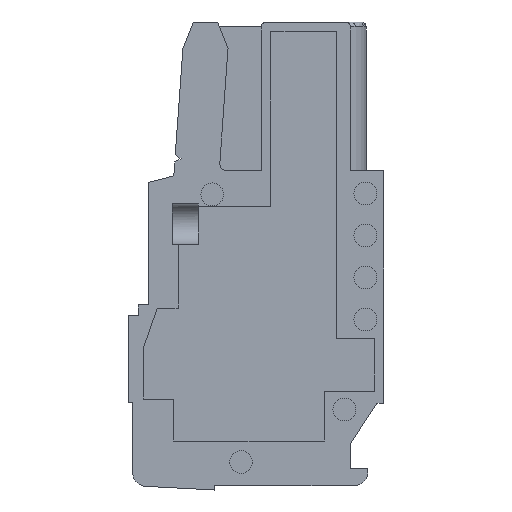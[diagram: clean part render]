
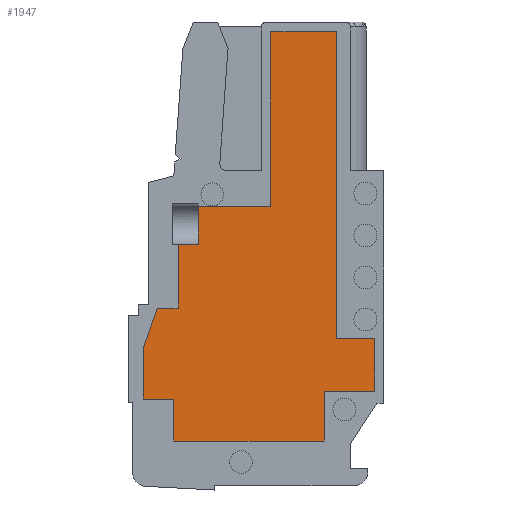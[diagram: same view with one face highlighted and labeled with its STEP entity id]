
A CAD part, left-side view. The second image highlights one B-rep face of the part: STEP entity #1947.
In plain terms, the highlighted planar face has unit normal (-1, 0, 0).
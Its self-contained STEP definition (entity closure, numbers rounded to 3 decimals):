
#1947 = ADVANCED_FACE( '', ( #3924 ), #3925, .F. );
#3924 = FACE_OUTER_BOUND( '', #5868, .T. );
#3925 = PLANE( '', #5869 );
#5868 = EDGE_LOOP( '', ( #11198, #11199, #11200, #11201, #11202, #11203, #11204, #11205, #11206, #11207, #11208, #11209, #11210, #11211, #11212, #11213, #11214 ) );
#5869 = AXIS2_PLACEMENT_3D( '', #11215, #11216, #11217 );
#11198 = ORIENTED_EDGE( '', *, *, #12286, .T. );
#11199 = ORIENTED_EDGE( '', *, *, #11639, .F. );
#11200 = ORIENTED_EDGE( '', *, *, #13282, .F. );
#11201 = ORIENTED_EDGE( '', *, *, #13278, .F. );
#11202 = ORIENTED_EDGE( '', *, *, #11742, .F. );
#11203 = ORIENTED_EDGE( '', *, *, #13329, .F. );
#11204 = ORIENTED_EDGE( '', *, *, #12113, .F. );
#11205 = ORIENTED_EDGE( '', *, *, #12873, .F. );
#11206 = ORIENTED_EDGE( '', *, *, #13228, .F. );
#11207 = ORIENTED_EDGE( '', *, *, #13306, .F. );
#11208 = ORIENTED_EDGE( '', *, *, #12274, .F. );
#11209 = ORIENTED_EDGE( '', *, *, #13313, .F. );
#11210 = ORIENTED_EDGE( '', *, *, #12838, .F. );
#11211 = ORIENTED_EDGE( '', *, *, #13290, .F. );
#11212 = ORIENTED_EDGE( '', *, *, #12959, .F. );
#11213 = ORIENTED_EDGE( '', *, *, #13551, .F. );
#11214 = ORIENTED_EDGE( '', *, *, #11834, .T. );
#11215 = CARTESIAN_POINT( '', ( -2.4, 0., 0. ) );
#11216 = DIRECTION( '', ( 1., 0., 0. ) );
#11217 = DIRECTION( '', ( 0., 0., -1. ) );
#11639 = EDGE_CURVE( '', #13950, #13952, #13953, .T. );
#11742 = EDGE_CURVE( '', #14131, #14133, #14134, .T. );
#11834 = EDGE_CURVE( '', #14299, #14300, #14301, .T. );
#12113 = EDGE_CURVE( '', #14792, #14794, #14795, .T. );
#12274 = EDGE_CURVE( '', #15054, #15056, #15057, .T. );
#12286 = EDGE_CURVE( '', #14300, #13952, #15075, .T. );
#12838 = EDGE_CURVE( '', #15882, #15884, #15885, .T. );
#12873 = EDGE_CURVE( '', #15934, #14792, #15936, .T. );
#12959 = EDGE_CURVE( '', #16042, #16044, #16045, .T. );
#13228 = EDGE_CURVE( '', #16389, #15934, #16391, .T. );
#13278 = EDGE_CURVE( '', #14133, #16448, #16449, .T. );
#13282 = EDGE_CURVE( '', #16448, #13950, #16453, .T. );
#13290 = EDGE_CURVE( '', #16044, #15882, #16461, .T. );
#13306 = EDGE_CURVE( '', #15056, #16389, #16477, .T. );
#13313 = EDGE_CURVE( '', #15884, #15054, #16484, .T. );
#13329 = EDGE_CURVE( '', #14794, #14131, #16503, .T. );
#13551 = EDGE_CURVE( '', #14299, #16042, #16746, .T. );
#13950 = VERTEX_POINT( '', #17281 );
#13952 = VERTEX_POINT( '', #17284 );
#13953 = LINE( '', #17285, #17286 );
#14131 = VERTEX_POINT( '', #17548 );
#14133 = VERTEX_POINT( '', #17551 );
#14134 = LINE( '', #17552, #17553 );
#14299 = VERTEX_POINT( '', #17788 );
#14300 = VERTEX_POINT( '', #17789 );
#14301 = LINE( '', #17790, #17791 );
#14792 = VERTEX_POINT( '', #18495 );
#14794 = VERTEX_POINT( '', #18498 );
#14795 = LINE( '', #18499, #18500 );
#15054 = VERTEX_POINT( '', #18861 );
#15056 = VERTEX_POINT( '', #18864 );
#15057 = LINE( '', #18865, #18866 );
#15075 = LINE( '', #18892, #18893 );
#15882 = VERTEX_POINT( '', #20035 );
#15884 = VERTEX_POINT( '', #20038 );
#15885 = LINE( '', #20039, #20040 );
#15934 = VERTEX_POINT( '', #20112 );
#15936 = LINE( '', #20115, #20116 );
#16042 = VERTEX_POINT( '', #20268 );
#16044 = VERTEX_POINT( '', #20271 );
#16045 = LINE( '', #20272, #20273 );
#16389 = VERTEX_POINT( '', #20770 );
#16391 = LINE( '', #20773, #20774 );
#16448 = VERTEX_POINT( '', #20852 );
#16449 = LINE( '', #20853, #20854 );
#16453 = LINE( '', #20859, #20860 );
#16461 = LINE( '', #20869, #20870 );
#16477 = LINE( '', #20891, #20892 );
#16484 = LINE( '', #20900, #20901 );
#16503 = LINE( '', #20927, #20928 );
#16746 = LINE( '', #21249, #21250 );
#17281 = CARTESIAN_POINT( '', ( -2.4, 6.475, -1.2 ) );
#17284 = CARTESIAN_POINT( '', ( -2.4, 6.475, 2.45 ) );
#17285 = CARTESIAN_POINT( '', ( -2.4, 6.475, -1.2 ) );
#17286 = VECTOR( '', #21509, 1000. );
#17548 = CARTESIAN_POINT( '', ( -2.4, 8.475, -6.4 ) );
#17551 = CARTESIAN_POINT( '', ( -2.4, 8.475, -3.5 ) );
#17552 = CARTESIAN_POINT( '', ( -2.4, 8.475, -6.4 ) );
#17553 = VECTOR( '', #21604, 1000. );
#17788 = CARTESIAN_POINT( '', ( -2.4, 5.325, 4.6 ) );
#17789 = CARTESIAN_POINT( '', ( -2.4, 5.325, 2.45 ) );
#17790 = CARTESIAN_POINT( '', ( -2.4, 5.325, 3.6 ) );
#17791 = VECTOR( '', #21717, 1000. );
#18495 = CARTESIAN_POINT( '', ( -2.4, 6.725, -8.8 ) );
#18498 = CARTESIAN_POINT( '', ( -2.4, 6.725, -6.4 ) );
#18499 = CARTESIAN_POINT( '', ( -2.4, 6.725, -8.8 ) );
#18500 = VECTOR( '', #22036, 1000. );
#18861 = CARTESIAN_POINT( '', ( -2.4, -4.775, -2.95 ) );
#18864 = CARTESIAN_POINT( '', ( -2.4, -4.775, -5.95 ) );
#18865 = CARTESIAN_POINT( '', ( -2.4, -4.775, -2.95 ) );
#18866 = VECTOR( '', #22218, 1000. );
#18892 = CARTESIAN_POINT( '', ( -2.4, 5.325, 2.45 ) );
#18893 = VECTOR( '', #22227, 1000. );
#20035 = CARTESIAN_POINT( '', ( -2.4, -2.575, 14.6 ) );
#20038 = CARTESIAN_POINT( '', ( -2.4, -2.575, -2.95 ) );
#20039 = CARTESIAN_POINT( '', ( -2.4, -2.575, 14.6 ) );
#20040 = VECTOR( '', #22793, 1000. );
#20112 = CARTESIAN_POINT( '', ( -2.4, -1.875, -8.8 ) );
#20115 = CARTESIAN_POINT( '', ( -2.4, -1.875, -8.8 ) );
#20116 = VECTOR( '', #22830, 1000. );
#20268 = CARTESIAN_POINT( '', ( -2.4, 1.175, 4.6 ) );
#20271 = CARTESIAN_POINT( '', ( -2.4, 1.175, 14.6 ) );
#20272 = CARTESIAN_POINT( '', ( -2.4, 1.175, 4.6 ) );
#20273 = VECTOR( '', #22909, 1000. );
#20770 = CARTESIAN_POINT( '', ( -2.4, -1.875, -5.95 ) );
#20773 = CARTESIAN_POINT( '', ( -2.4, -1.875, -5.95 ) );
#20774 = VECTOR( '', #23175, 1000. );
#20852 = CARTESIAN_POINT( '', ( -2.4, 7.675, -1.2 ) );
#20853 = CARTESIAN_POINT( '', ( -2.4, 8.475, -3.5 ) );
#20854 = VECTOR( '', #23209, 1000. );
#20859 = CARTESIAN_POINT( '', ( -2.4, 7.675, -1.2 ) );
#20860 = VECTOR( '', #23211, 1000. );
#20869 = CARTESIAN_POINT( '', ( -2.4, 1.175, 14.6 ) );
#20870 = VECTOR( '', #23216, 1000. );
#20891 = CARTESIAN_POINT( '', ( -2.4, -4.775, -5.95 ) );
#20892 = VECTOR( '', #23225, 1000. );
#20900 = CARTESIAN_POINT( '', ( -2.4, -2.575, -2.95 ) );
#20901 = VECTOR( '', #23230, 1000. );
#20927 = CARTESIAN_POINT( '', ( -2.4, 6.725, -6.4 ) );
#20928 = VECTOR( '', #23241, 1000. );
#21249 = CARTESIAN_POINT( '', ( -2.4, 6.475, 4.6 ) );
#21250 = VECTOR( '', #23377, 1000. );
#21509 = DIRECTION( '', ( 0., 0., 1. ) );
#21604 = DIRECTION( '', ( 0., 0., 1. ) );
#21717 = DIRECTION( '', ( 0., 0., -1. ) );
#22036 = DIRECTION( '', ( 0., 0., 1. ) );
#22218 = DIRECTION( '', ( 0., 0., -1. ) );
#22227 = DIRECTION( '', ( 0., 1., 0. ) );
#22793 = DIRECTION( '', ( 0., 0., -1. ) );
#22830 = DIRECTION( '', ( 0., 1., 0. ) );
#22909 = DIRECTION( '', ( 0., 0., 1. ) );
#23175 = DIRECTION( '', ( 0., 0., -1. ) );
#23209 = DIRECTION( '', ( 0., -0.329, 0.944 ) );
#23211 = DIRECTION( '', ( 0., -1., 0. ) );
#23216 = DIRECTION( '', ( 0., -1., 0. ) );
#23225 = DIRECTION( '', ( 0., 1., 0. ) );
#23230 = DIRECTION( '', ( 0., -1., 0. ) );
#23241 = DIRECTION( '', ( 0., 1., 0. ) );
#23377 = DIRECTION( '', ( 0., -1., 0. ) );
